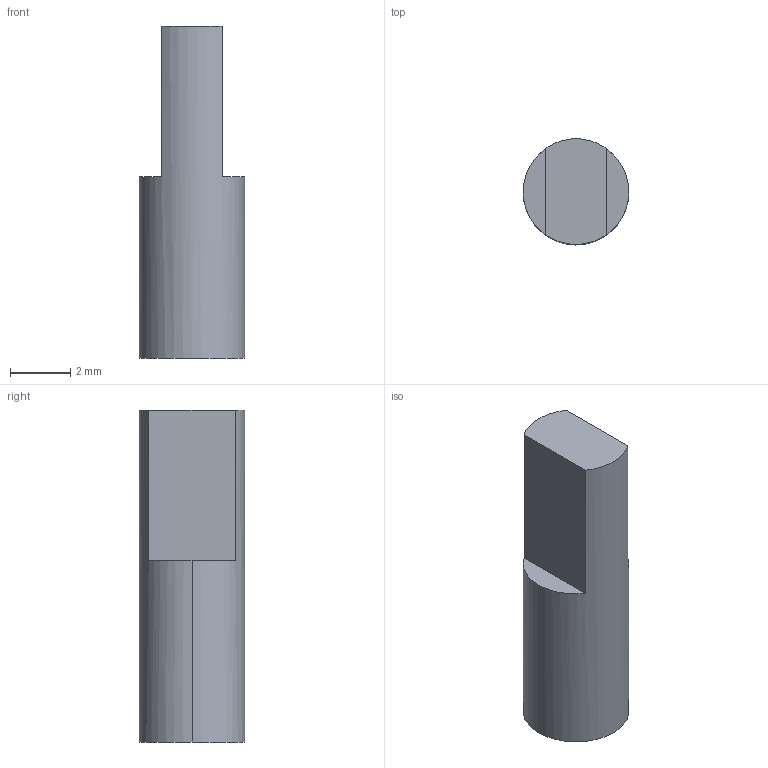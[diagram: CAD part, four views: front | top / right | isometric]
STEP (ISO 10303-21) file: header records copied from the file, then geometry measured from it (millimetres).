
FILE_DESCRIPTION (( 'STEP AP214' ), '1' );
FILE_NAME ('potenciometro_centro.STEP', '2019-04-01T22:14:47', ( 'MariaConsuegra' ), ( '' ), 'SwSTEP 2.0', 'SolidWorks 2015', '' );
FILE_SCHEMA (( 'AUTOMOTIVE_DESIGN' ));
Length unit declared in the file: millimetre
Products named in the file (1): potenciometro_centro
Bounding box: 3.5 x 3.5 x 11 mm (x, y, z)
Volume: 90.7 mm3; surface area: 135.2 mm2
Topology: 1 solids, 1 shells, 8 faces, 18 edges, 12 vertices
Faces by surface type: plane 6, cylinder 2
Entity records: 264 total; most frequent: DIRECTION 44, CARTESIAN_POINT 39, ORIENTED_EDGE 36, EDGE_CURVE 18, AXIS2_PLACEMENT_3D 17, VERTEX_POINT 12, LINE 10, VECTOR 10
